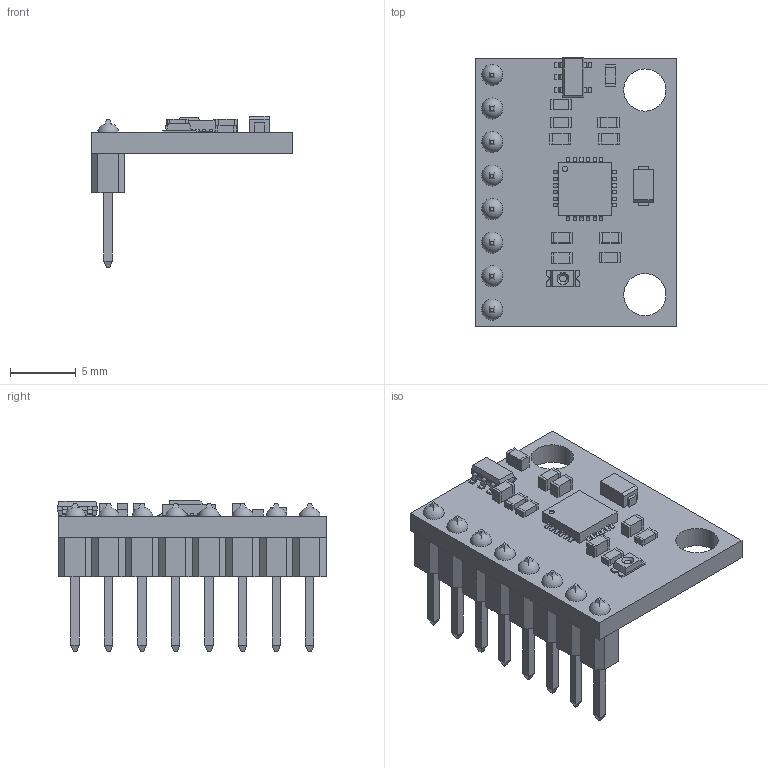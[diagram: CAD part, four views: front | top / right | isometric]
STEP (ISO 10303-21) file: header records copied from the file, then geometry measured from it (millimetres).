
FILE_DESCRIPTION(('FreeCAD Model'),'2;1');
FILE_NAME('Open CASCADE Shape Model','2023-01-28T12:15:23',(''),(''), 'Open CASCADE STEP processor 7.6','FreeCAD','Unknown');
FILE_SCHEMA(('AUTOMOTIVE_DESIGN { 1 0 10303 214 1 1 1 1 }'));
Length unit declared in the file: millimetre
Products named in the file (17): Unnamed2; Board_001; SOT25_001; 0603 Capacitor_001; 0603 Capacitor_002; 0603 Capacitor_003; 0603 Capacitor_004; 0603 Capacitor_005; 0603 Capacitor_006; 0603 Resistor_001; 0603 Resistor_002; 0603 Resistor_003; 0603 Resistor_004; SM LED_001; Diode 2_001; 24 QFN_001; 1x8 Male Header_001
Assembly tree (16 placements, depth 2):
  Unnamed2
    Board_001
    SOT25_001
    0603 Capacitor_001
    0603 Capacitor_002
    0603 Capacitor_003
    0603 Capacitor_004
    0603 Capacitor_005
    0603 Capacitor_006
    0603 Resistor_001
    0603 Resistor_002
    0603 Resistor_003
    0603 Resistor_004
    SM LED_001
    Diode 2_001
    24 QFN_001
    1x8 Male Header_001
Bounding box: 15.25 x 20.38 x 11.46 mm (x, y, z)
Volume: 659.7 mm3; surface area: 1548 mm2
Topology: 73 solids, 81 shells, 698 faces, 1553 edges, 1011 vertices
Faces by surface type: plane 629, cylinder 60, sphere 8, cone 1
Full cylindrical faces by diameter (mm): 0.4 x1, 0.5 x2, 0.9 x8, 3.2 x2
Entity records: 24043 total; most frequent: CARTESIAN_POINT 3271, DIRECTION 3112, ORIENTED_EDGE 3090, EDGE_CURVE 1545, LINE 1408, VECTOR 1408, VERTEX_POINT 1011, AXIS2_PLACEMENT_3D 852
